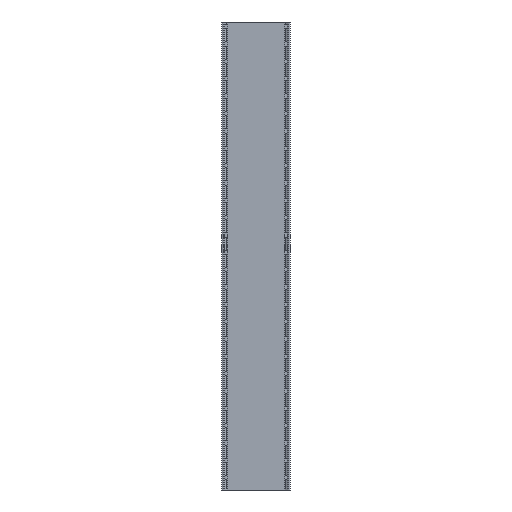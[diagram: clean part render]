
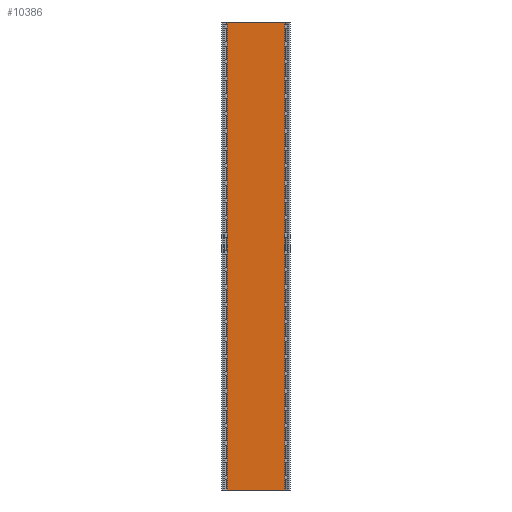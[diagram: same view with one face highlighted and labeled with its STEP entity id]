
A CAD part, front view. The second image highlights one B-rep face of the part: STEP entity #10386.
In plain terms, the highlighted planar face has unit normal (0, -1, 0).
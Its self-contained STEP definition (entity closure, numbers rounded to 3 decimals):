
#278 = ORIENTED_EDGE ( 'NONE', *, *, #16112, .T. ) ;
#714 = CARTESIAN_POINT ( 'NONE',  ( -20., 0., -500. ) ) ;
#1116 = CARTESIAN_POINT ( 'NONE',  ( 20., 0., -176.2 ) ) ;
#1571 = EDGE_CURVE ( 'NONE', #7300, #13864, #16269, .T. ) ;
#2458 = VERTEX_POINT ( 'NONE', #14668 ) ;
#2936 = LINE ( 'NONE', #10443, #13423 ) ;
#2957 = EDGE_CURVE ( 'NONE', #6267, #2458, #5831, .T. ) ;
#4503 = CARTESIAN_POINT ( 'NONE',  ( -20., 0., -176.2 ) ) ;
#4615 = LINE ( 'NONE', #13663, #20293 ) ;
#5401 = ORIENTED_EDGE ( 'NONE', *, *, #21930, .F. ) ;
#5831 = LINE ( 'NONE', #714, #7333 ) ;
#5897 = ORIENTED_EDGE ( 'NONE', *, *, #2957, .T. ) ;
#6267 = VERTEX_POINT ( 'NONE', #22626 ) ;
#7300 = VERTEX_POINT ( 'NONE', #4503 ) ;
#7333 = VECTOR ( 'NONE', #11199, 1000. ) ;
#8674 = ORIENTED_EDGE ( 'NONE', *, *, #1571, .F. ) ;
#8715 = DIRECTION ( 'NONE',  ( 0., 1., 0. ) ) ;
#8838 = PLANE ( 'NONE',  #10046 ) ;
#10046 = AXIS2_PLACEMENT_3D ( 'NONE', #17767, #8715, #14424 ) ;
#10386 = ADVANCED_FACE ( 'NONE', ( #10746 ), #8838, .F. ) ;
#10443 = CARTESIAN_POINT ( 'NONE',  ( -20., 0., 500. ) ) ;
#10683 = CARTESIAN_POINT ( 'NONE',  ( -20., 0., -176.2 ) ) ;
#10746 = FACE_OUTER_BOUND ( 'NONE', #19313, .T. ) ;
#11199 = DIRECTION ( 'NONE',  ( 1., 0., 0. ) ) ;
#13423 = VECTOR ( 'NONE', #15668, 1000. ) ;
#13663 = CARTESIAN_POINT ( 'NONE',  ( 20., 0., 500. ) ) ;
#13864 = VERTEX_POINT ( 'NONE', #1116 ) ;
#14424 = DIRECTION ( 'NONE',  ( 0., 0., 1. ) ) ;
#14668 = CARTESIAN_POINT ( 'NONE',  ( 20., 0., -500. ) ) ;
#15668 = DIRECTION ( 'NONE',  ( 0., 0., -1. ) ) ;
#16112 = EDGE_CURVE ( 'NONE', #7300, #6267, #2936, .T. ) ;
#16269 = LINE ( 'NONE', #10683, #20854 ) ;
#17767 = CARTESIAN_POINT ( 'NONE',  ( -20., 0., 500. ) ) ;
#17943 = DIRECTION ( 'NONE',  ( 1., 0., 0. ) ) ;
#19313 = EDGE_LOOP ( 'NONE', ( #8674, #278, #5897, #5401 ) ) ;
#20293 = VECTOR ( 'NONE', #20904, 1000. ) ;
#20854 = VECTOR ( 'NONE', #17943, 1000. ) ;
#20904 = DIRECTION ( 'NONE',  ( 0., 0., -1. ) ) ;
#21930 = EDGE_CURVE ( 'NONE', #13864, #2458, #4615, .T. ) ;
#22626 = CARTESIAN_POINT ( 'NONE',  ( -20., 0., -500. ) ) ;
